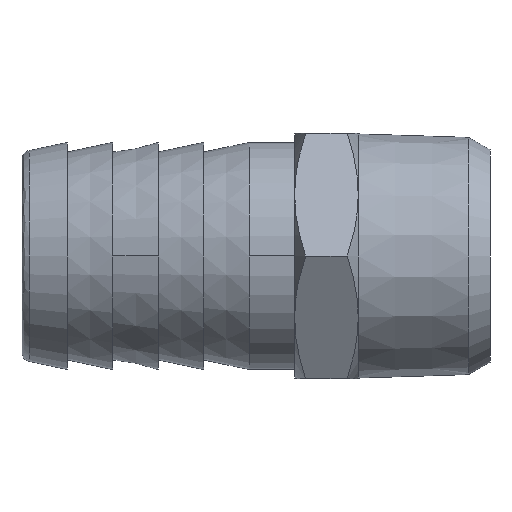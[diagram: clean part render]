
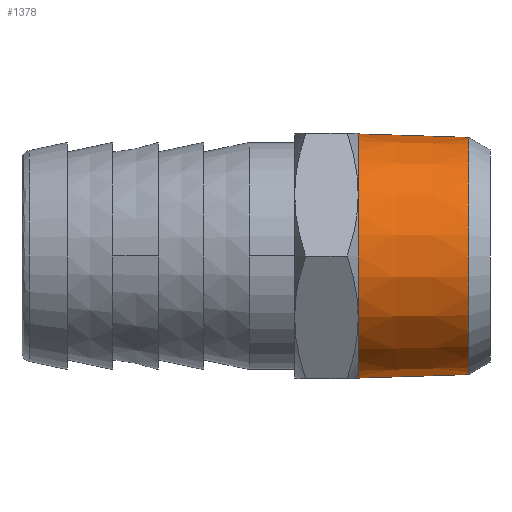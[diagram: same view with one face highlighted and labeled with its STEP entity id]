
A CAD part, left-side view. The second image highlights one B-rep face of the part: STEP entity #1378.
In plain terms, the highlighted conical face has half-angle 1.79 degrees and reference radius 13.05 mm.
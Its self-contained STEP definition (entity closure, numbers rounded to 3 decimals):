
#85 = CARTESIAN_POINT ( 'NONE',  ( 0., 2.338, 13.05 ) ) ;
#129 = VECTOR ( 'NONE', #1187, 1000. ) ;
#131 = CONICAL_SURFACE ( 'NONE', #579, 13.05, 0.031 ) ;
#145 = EDGE_CURVE ( 'NONE', #396, #770, #1151, .T. ) ;
#241 = CARTESIAN_POINT ( 'NONE',  ( 0., 14.5, -13.43 ) ) ;
#297 = DIRECTION ( 'NONE',  ( 0., 1., 0. ) ) ;
#306 = EDGE_CURVE ( 'NONE', #1716, #1694, #704, .T. ) ;
#314 = VECTOR ( 'NONE', #460, 1000. ) ;
#396 = VERTEX_POINT ( 'NONE', #1018 ) ;
#406 = FACE_OUTER_BOUND ( 'NONE', #658, .T. ) ;
#460 = DIRECTION ( 'NONE',  ( 0., 1., -0.031 ) ) ;
#469 = DIRECTION ( 'NONE',  ( 0., 1., 0. ) ) ;
#521 = AXIS2_PLACEMENT_3D ( 'NONE', #940, #555, #1459 ) ;
#555 = DIRECTION ( 'NONE',  ( 0., 1., 0. ) ) ;
#556 = EDGE_CURVE ( 'NONE', #396, #1716, #1721, .T. ) ;
#579 = AXIS2_PLACEMENT_3D ( 'NONE', #722, #297, #829 ) ;
#658 = EDGE_LOOP ( 'NONE', ( #1073, #1024, #1262, #1347 ) ) ;
#704 = CIRCLE ( 'NONE', #1544, 13.43 ) ;
#722 = CARTESIAN_POINT ( 'NONE',  ( 0., 2.338, 0. ) ) ;
#770 = VERTEX_POINT ( 'NONE', #85 ) ;
#829 = DIRECTION ( 'NONE',  ( 0., 0., 1. ) ) ;
#868 = DIRECTION ( 'NONE',  ( 0., 0., 1. ) ) ;
#891 = LINE ( 'NONE', #1048, #129 ) ;
#940 = CARTESIAN_POINT ( 'NONE',  ( 0., 2.338, 0. ) ) ;
#1018 = CARTESIAN_POINT ( 'NONE',  ( 0., 2.338, -13.05 ) ) ;
#1024 = ORIENTED_EDGE ( 'NONE', *, *, #145, .T. ) ;
#1048 = CARTESIAN_POINT ( 'NONE',  ( 0., 2.338, 13.05 ) ) ;
#1073 = ORIENTED_EDGE ( 'NONE', *, *, #556, .F. ) ;
#1151 = CIRCLE ( 'NONE', #521, 13.05 ) ;
#1187 = DIRECTION ( 'NONE',  ( 0., 1., 0.031 ) ) ;
#1252 = CARTESIAN_POINT ( 'NONE',  ( 0., 14.5, 0. ) ) ;
#1262 = ORIENTED_EDGE ( 'NONE', *, *, #1726, .T. ) ;
#1347 = ORIENTED_EDGE ( 'NONE', *, *, #306, .F. ) ;
#1378 = ADVANCED_FACE ( 'NONE', ( #406 ), #131, .T. ) ;
#1459 = DIRECTION ( 'NONE',  ( 0., 0., 1. ) ) ;
#1544 = AXIS2_PLACEMENT_3D ( 'NONE', #1252, #469, #868 ) ;
#1578 = CARTESIAN_POINT ( 'NONE',  ( 0., 14.5, 13.43 ) ) ;
#1637 = CARTESIAN_POINT ( 'NONE',  ( 0., 2.338, -13.05 ) ) ;
#1694 = VERTEX_POINT ( 'NONE', #1578 ) ;
#1716 = VERTEX_POINT ( 'NONE', #241 ) ;
#1721 = LINE ( 'NONE', #1637, #314 ) ;
#1726 = EDGE_CURVE ( 'NONE', #770, #1694, #891, .T. ) ;
